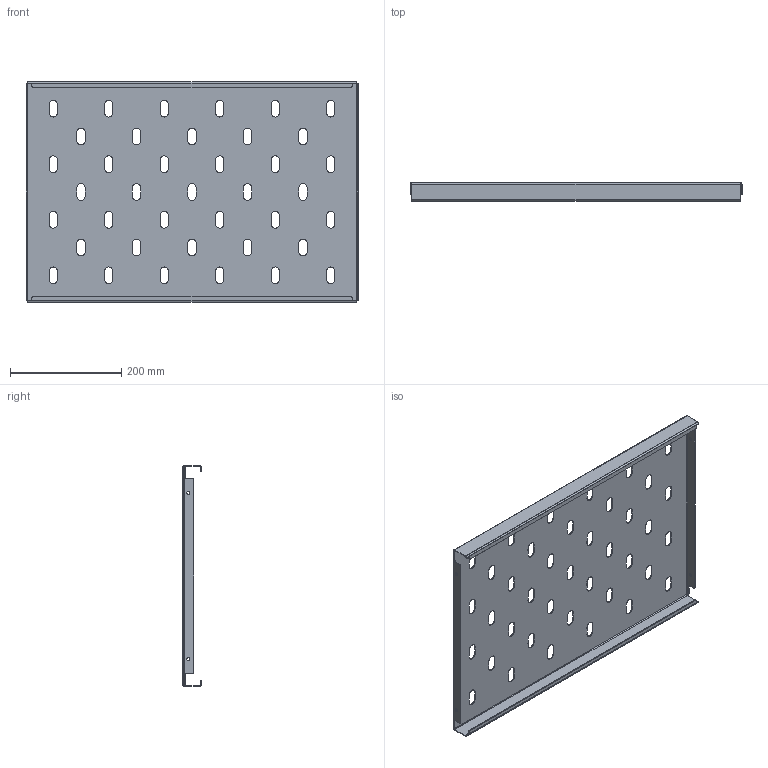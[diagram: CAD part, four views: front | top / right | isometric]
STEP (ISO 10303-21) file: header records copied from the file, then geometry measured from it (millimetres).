
FILE_DESCRIPTION (( 'STEP AP214' ), '1' );
FILE_NAME ('945.175.STEP', '2024-10-04T07:04:46', ( '' ), ( '' ), 'SwSTEP 2.0', 'SolidWorks 2021', '' );
FILE_SCHEMA (( 'AUTOMOTIVE_DESIGN' ));
Length unit declared in the file: millimetre
Products named in the file (1): 945.175
Bounding box: 598 x 33 x 398 mm (x, y, z)
Volume: 419387 mm3; surface area: 567088.8 mm2
Topology: 1 solids, 1 shells, 289 faces, 821 edges, 534 vertices
Faces by surface type: cylinder 161, plane 128
Entity records: 9695 total; most frequent: DIRECTION 1715, CARTESIAN_POINT 1693, ORIENTED_EDGE 1642, EDGE_CURVE 821, AXIS2_PLACEMENT_3D 612, VERTEX_POINT 534, LINE 491, VECTOR 491
